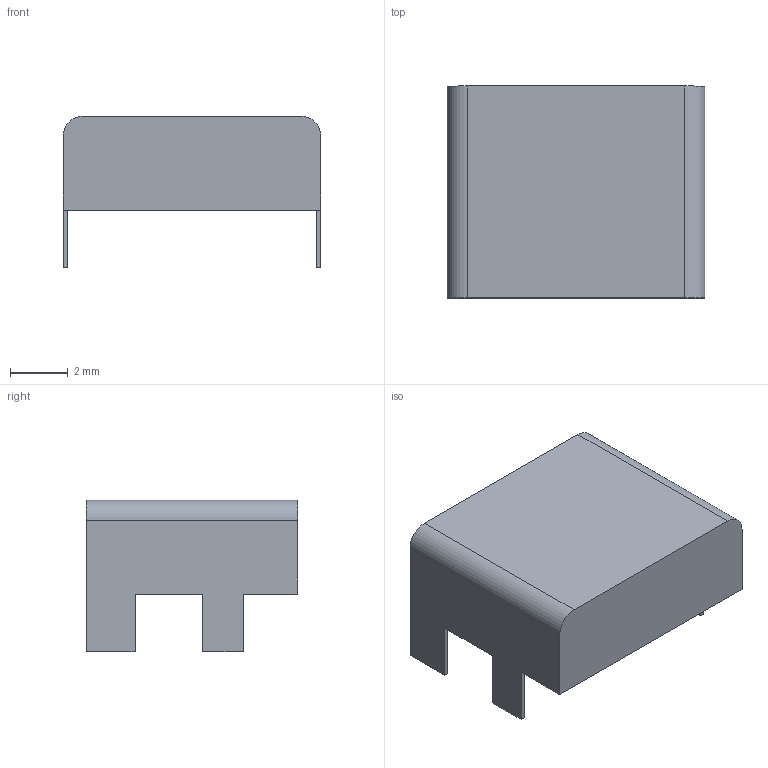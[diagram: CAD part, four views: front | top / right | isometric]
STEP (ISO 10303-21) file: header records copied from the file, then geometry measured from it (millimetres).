
FILE_DESCRIPTION(/* description */ (''),/* implementation_level */ '2;1');
FILE_NAME(/* name */ 'TYPE-C-31-M-12 v1.step',/* time_stamp */ '2023-09-27T22:56:15+02:00',/* author */ (''),/* organization */ (''),/* preprocessor_version */ 'ST-DEVELOPER v19.2',/* originating_system */ 'Autodesk Translation Framework v12.4.0.73',/* authorisation */ '');
FILE_SCHEMA (('AUTOMOTIVE_DESIGN { 1 0 10303 214 3 1 1 }'));
Length unit declared in the file: millimetre
Products named in the file (1): TYPE-C-31-M-12
Bounding box: 8.94 x 7.35 x 5.26 mm (x, y, z)
Volume: 214.5 mm3; surface area: 260 mm2
Topology: 1 solids, 1 shells, 22 faces, 60 edges, 40 vertices
Faces by surface type: plane 20, cylinder 2
Entity records: 721 total; most frequent: CARTESIAN_POINT 123, ORIENTED_EDGE 120, DIRECTION 110, EDGE_CURVE 60, LINE 56, VECTOR 56, VERTEX_POINT 40, AXIS2_PLACEMENT_3D 27
